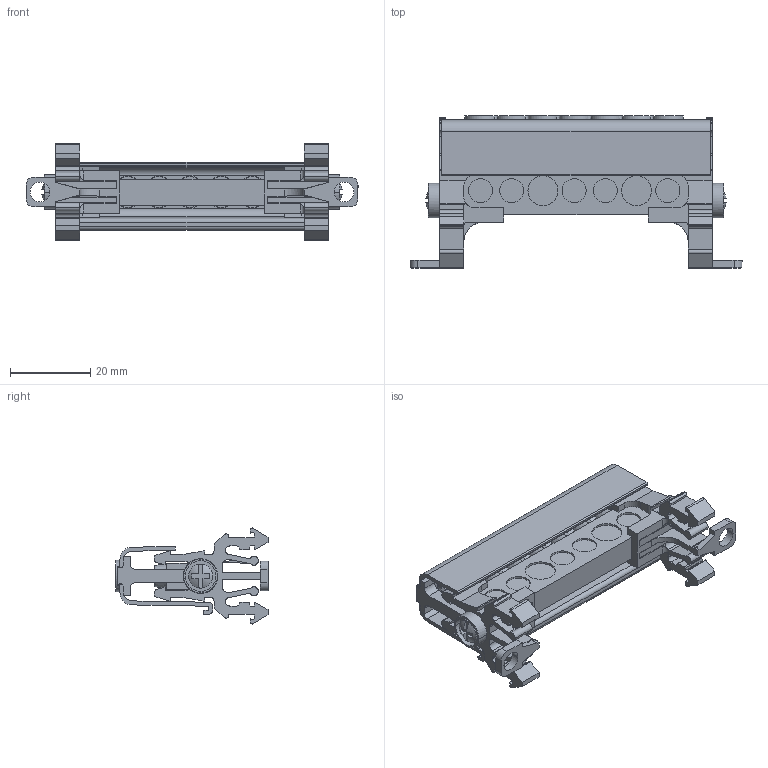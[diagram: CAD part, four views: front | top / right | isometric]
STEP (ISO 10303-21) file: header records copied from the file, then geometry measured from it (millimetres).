
FILE_DESCRIPTION (( 'STEP AP203' ), '1' );
FILE_NAME ('7x12 Tek Kutuplu Daðýtýcý Ünite - 7 Delikli.STEP', '2018-12-06T08:12:25', ( '' ), ( '' ), 'SwSTEP 2.0', 'SolidWorks 2011', '' );
FILE_SCHEMA (( 'CONFIG_CONTROL_DESIGN' ));
Length unit declared in the file: millimetre
Products named in the file (1): 7x12 Tek Kutuplu Daðýtýcý Ünite - 7 Delikli
Bounding box: 82.98 x 37.99 x 24 mm (x, y, z)
Volume: 13040.8 mm3; surface area: 15557.4 mm2
Topology: 1 solids, 3 shells, 815 faces, 2337 edges, 1547 vertices
Faces by surface type: plane 435, cylinder 236, cone 76, bspline 48, torus 20
Entity records: 27984 total; most frequent: CARTESIAN_POINT 6515, ORIENTED_EDGE 4674, DIRECTION 4316, EDGE_CURVE 2337, VERTEX_POINT 1547, AXIS2_PLACEMENT_3D 1453, LINE 1410, VECTOR 1410
